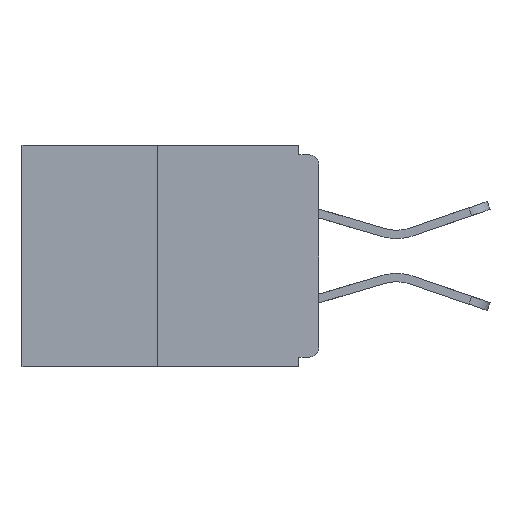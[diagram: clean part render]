
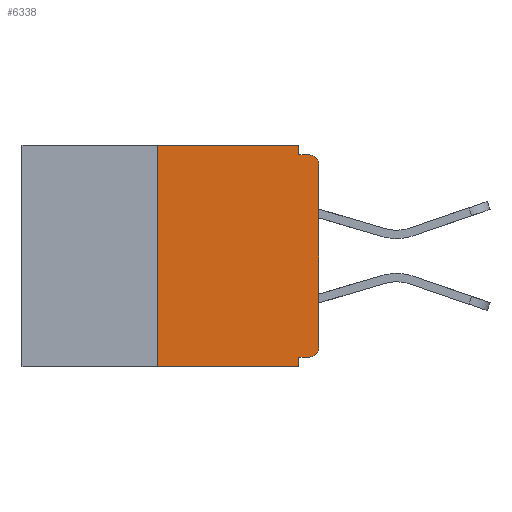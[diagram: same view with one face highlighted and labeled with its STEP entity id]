
A CAD part, left-side view. The second image highlights one B-rep face of the part: STEP entity #6338.
In plain terms, the highlighted planar face has unit normal (-1, 0, 0).
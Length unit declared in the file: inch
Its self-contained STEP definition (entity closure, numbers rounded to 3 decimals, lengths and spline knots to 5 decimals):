
#232 = DIRECTION ( 'NONE',  ( 0., 0., 1. ) ) ;
#309 = DIRECTION ( 'NONE',  ( 0., 0., -1. ) ) ;
#811 = CARTESIAN_POINT ( 'NONE',  ( 0., 0.031, -0.328 ) ) ;
#970 = VECTOR ( 'NONE', #12234, 39.37008 ) ;
#1093 = ORIENTED_EDGE ( 'NONE', *, *, #9195, .T. ) ;
#1481 = VERTEX_POINT ( 'NONE', #6718 ) ;
#1507 = DIRECTION ( 'NONE',  ( 0., -1., 0. ) ) ;
#1533 = CARTESIAN_POINT ( 'NONE',  ( 0., 0.25, 0. ) ) ;
#1813 = VERTEX_POINT ( 'NONE', #2861 ) ;
#1912 = DIRECTION ( 'NONE',  ( -1., 0., 0. ) ) ;
#2798 = ORIENTED_EDGE ( 'NONE', *, *, #7825, .T. ) ;
#2861 = CARTESIAN_POINT ( 'NONE',  ( 0., 0.031, -0.343 ) ) ;
#2903 = CARTESIAN_POINT ( 'NONE',  ( 0., 0.031, -0.343 ) ) ;
#3412 = EDGE_CURVE ( 'NONE', #6084, #17171, #20293, .T. ) ;
#3490 = CIRCLE ( 'NONE', #18761, 0.015 ) ;
#3701 = CARTESIAN_POINT ( 'NONE',  ( 0., 0.46, 0. ) ) ;
#3771 = DIRECTION ( 'NONE',  ( 0., -1., 0. ) ) ;
#3916 = VECTOR ( 'NONE', #10972, 39.37008 ) ;
#4132 = CARTESIAN_POINT ( 'NONE',  ( 0., 0., -0.313 ) ) ;
#4136 = EDGE_CURVE ( 'NONE', #1481, #14471, #18791, .T. ) ;
#4611 = EDGE_CURVE ( 'NONE', #14717, #6084, #10766, .T. ) ;
#5466 = CIRCLE ( 'NONE', #13239, 0.015 ) ;
#6044 = DIRECTION ( 'NONE',  ( 0., 0., -1. ) ) ;
#6084 = VERTEX_POINT ( 'NONE', #9032 ) ;
#6338 = ADVANCED_FACE ( 'NONE', ( #12976 ), #14105, .F. ) ;
#6423 = VERTEX_POINT ( 'NONE', #19993 ) ;
#6718 = CARTESIAN_POINT ( 'NONE',  ( 0., 0.015, -0.328 ) ) ;
#6747 = VECTOR ( 'NONE', #3771, 39.37008 ) ;
#7484 = ORIENTED_EDGE ( 'NONE', *, *, #3412, .F. ) ;
#7825 = EDGE_CURVE ( 'NONE', #12014, #17171, #5466, .T. ) ;
#7899 = CARTESIAN_POINT ( 'NONE',  ( 0., 0.031, 0. ) ) ;
#8292 = CARTESIAN_POINT ( 'NONE',  ( 0., 0., -0.03 ) ) ;
#8320 = ORIENTED_EDGE ( 'NONE', *, *, #4136, .F. ) ;
#8990 = ORIENTED_EDGE ( 'NONE', *, *, #18557, .F. ) ;
#9032 = CARTESIAN_POINT ( 'NONE',  ( 0., 0.031, -0.015 ) ) ;
#9153 = CARTESIAN_POINT ( 'NONE',  ( 0., 0.015, -0.313 ) ) ;
#9195 = EDGE_CURVE ( 'NONE', #6423, #1813, #12159, .T. ) ;
#9220 = CARTESIAN_POINT ( 'NONE',  ( 0., 0.031, 0. ) ) ;
#9436 = DIRECTION ( 'NONE',  ( -1., 0., 0. ) ) ;
#10393 = VERTEX_POINT ( 'NONE', #4132 ) ;
#10566 = EDGE_CURVE ( 'NONE', #14471, #1813, #10595, .T. ) ;
#10595 = LINE ( 'NONE', #2903, #16082 ) ;
#10766 = LINE ( 'NONE', #9220, #12784 ) ;
#10972 = DIRECTION ( 'NONE',  ( 0., -1., 0. ) ) ;
#11336 = ORIENTED_EDGE ( 'NONE', *, *, #17390, .F. ) ;
#11457 = DIRECTION ( 'NONE',  ( 1., 0., 0. ) ) ;
#11552 = VECTOR ( 'NONE', #12551, 39.37008 ) ;
#11594 = CARTESIAN_POINT ( 'NONE',  ( 0., 0., 0. ) ) ;
#11750 = ORIENTED_EDGE ( 'NONE', *, *, #4611, .F. ) ;
#12014 = VERTEX_POINT ( 'NONE', #8292 ) ;
#12159 = LINE ( 'NONE', #17266, #13876 ) ;
#12234 = DIRECTION ( 'NONE',  ( 0., 0., 1. ) ) ;
#12551 = DIRECTION ( 'NONE',  ( 0., 1., 0. ) ) ;
#12747 = CARTESIAN_POINT ( 'NONE',  ( 0., 0.015, -0.03 ) ) ;
#12784 = VECTOR ( 'NONE', #13553, 39.37008 ) ;
#12976 = FACE_OUTER_BOUND ( 'NONE', #20030, .T. ) ;
#13239 = AXIS2_PLACEMENT_3D ( 'NONE', #12747, #1912, #309 ) ;
#13553 = DIRECTION ( 'NONE',  ( 0., 0., -1. ) ) ;
#13613 = LINE ( 'NONE', #17044, #970 ) ;
#13876 = VECTOR ( 'NONE', #1507, 39.37008 ) ;
#13992 = CARTESIAN_POINT ( 'NONE',  ( 0., 0., -0.328 ) ) ;
#14105 = PLANE ( 'NONE',  #16052 ) ;
#14119 = VERTEX_POINT ( 'NONE', #1533 ) ;
#14138 = VECTOR ( 'NONE', #232, 39.37008 ) ;
#14365 = ORIENTED_EDGE ( 'NONE', *, *, #18716, .T. ) ;
#14471 = VERTEX_POINT ( 'NONE', #811 ) ;
#14717 = VERTEX_POINT ( 'NONE', #7899 ) ;
#15368 = LINE ( 'NONE', #11594, #14138 ) ;
#15437 = LINE ( 'NONE', #3701, #6747 ) ;
#15891 = CARTESIAN_POINT ( 'NONE',  ( 0., 0.015, -0.015 ) ) ;
#16052 = AXIS2_PLACEMENT_3D ( 'NONE', #17332, #11457, #19380 ) ;
#16082 = VECTOR ( 'NONE', #17167, 39.37008 ) ;
#17044 = CARTESIAN_POINT ( 'NONE',  ( 0., 0.25, 0. ) ) ;
#17140 = ORIENTED_EDGE ( 'NONE', *, *, #10566, .F. ) ;
#17167 = DIRECTION ( 'NONE',  ( 0., 0., -1. ) ) ;
#17171 = VERTEX_POINT ( 'NONE', #15891 ) ;
#17266 = CARTESIAN_POINT ( 'NONE',  ( 0., 0.46, -0.343 ) ) ;
#17332 = CARTESIAN_POINT ( 'NONE',  ( 0., 0.46, 0. ) ) ;
#17390 = EDGE_CURVE ( 'NONE', #14119, #14717, #15437, .T. ) ;
#18557 = EDGE_CURVE ( 'NONE', #6423, #14119, #13613, .T. ) ;
#18716 = EDGE_CURVE ( 'NONE', #10393, #12014, #15368, .T. ) ;
#18761 = AXIS2_PLACEMENT_3D ( 'NONE', #9153, #9436, #6044 ) ;
#18787 = EDGE_CURVE ( 'NONE', #1481, #10393, #3490, .T. ) ;
#18791 = LINE ( 'NONE', #13992, #11552 ) ;
#19342 = ORIENTED_EDGE ( 'NONE', *, *, #18787, .T. ) ;
#19380 = DIRECTION ( 'NONE',  ( 0., 0., -1. ) ) ;
#19993 = CARTESIAN_POINT ( 'NONE',  ( 0., 0.25, -0.343 ) ) ;
#20030 = EDGE_LOOP ( 'NONE', ( #11336, #8990, #1093, #17140, #8320, #19342, #14365, #2798, #7484, #11750 ) ) ;
#20293 = LINE ( 'NONE', #20387, #3916 ) ;
#20387 = CARTESIAN_POINT ( 'NONE',  ( 0., 0., -0.015 ) ) ;
